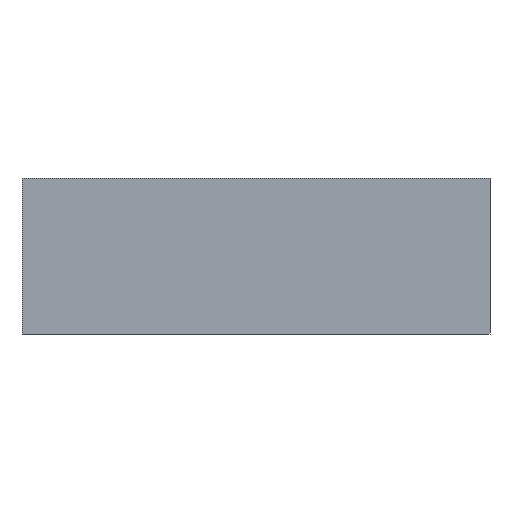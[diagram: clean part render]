
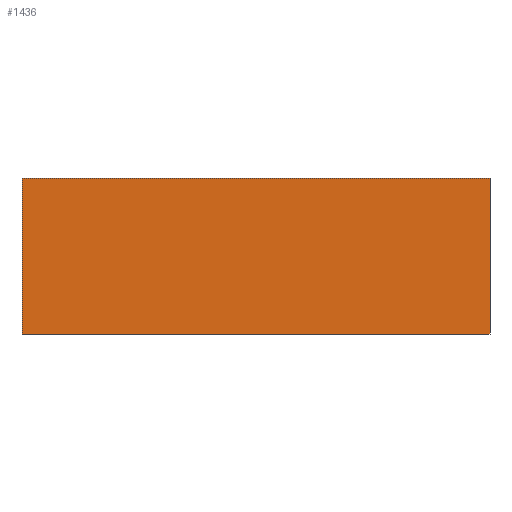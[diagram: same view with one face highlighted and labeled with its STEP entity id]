
A CAD part, front view. The second image highlights one B-rep face of the part: STEP entity #1436.
In plain terms, the highlighted planar face has unit normal (0, -1, 0).
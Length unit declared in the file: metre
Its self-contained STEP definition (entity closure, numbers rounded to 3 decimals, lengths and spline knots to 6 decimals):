
#120=ORIENTED_EDGE('',*,*,#437,.T.);
#121=ORIENTED_EDGE('',*,*,#513,.F.);
#122=ORIENTED_EDGE('',*,*,#432,.F.);
#123=ORIENTED_EDGE('',*,*,#512,.T.);
#432=EDGE_CURVE('',#634,#635,#766,.T.);
#437=EDGE_CURVE('',#637,#639,#771,.T.);
#512=EDGE_CURVE('',#634,#637,#842,.T.);
#513=EDGE_CURVE('',#635,#639,#843,.T.);
#634=VERTEX_POINT('',#1987);
#635=VERTEX_POINT('',#1989);
#637=VERTEX_POINT('',#1994);
#639=VERTEX_POINT('',#1998);
#766=LINE('',#1988,#964);
#771=LINE('',#1999,#969);
#842=LINE('',#2148,#1040);
#843=LINE('',#2150,#1041);
#964=VECTOR('',#1615,1.);
#969=VECTOR('',#1622,1.);
#1040=VECTOR('',#1713,1.);
#1041=VECTOR('',#1716,1.);
#1180=EDGE_LOOP('',(#120,#121,#122,#123));
#1274=FACE_BOUND('',#1180,.T.);
#1355=PLANE('',#1535);
#1436=ADVANCED_FACE('',(#1274),#1355,.F.);
#1535=AXIS2_PLACEMENT_3D('',#2149,#1714,#1715);
#1615=DIRECTION('',(1.,0.,0.));
#1622=DIRECTION('',(1.,0.,0.));
#1713=DIRECTION('',(0.,0.,-1.));
#1714=DIRECTION('',(0.,1.,0.));
#1715=DIRECTION('',(-1.,0.,0.));
#1716=DIRECTION('',(0.,0.,-1.));
#1987=CARTESIAN_POINT('',(-0.015,-0.095,0.01));
#1988=CARTESIAN_POINT('',(0.015,-0.095,0.01));
#1989=CARTESIAN_POINT('',(0.015,-0.095,0.01));
#1994=CARTESIAN_POINT('',(-0.015,-0.095,0.));
#1998=CARTESIAN_POINT('',(0.015,-0.095,0.));
#1999=CARTESIAN_POINT('',(0.015,-0.095,0.));
#2148=CARTESIAN_POINT('',(-0.015,-0.095,0.01));
#2149=CARTESIAN_POINT('',(0.015,-0.095,0.01));
#2150=CARTESIAN_POINT('',(0.015,-0.095,0.01));
